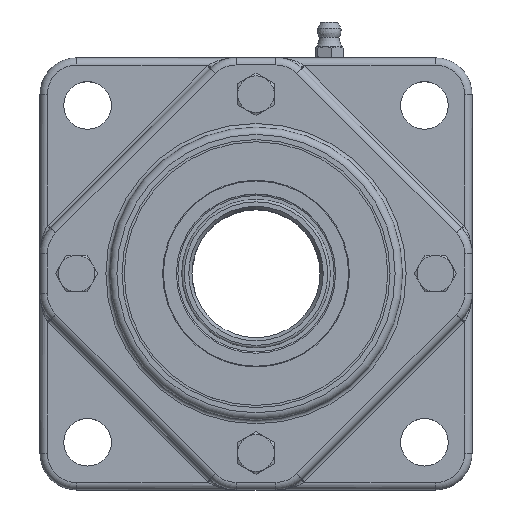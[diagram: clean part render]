
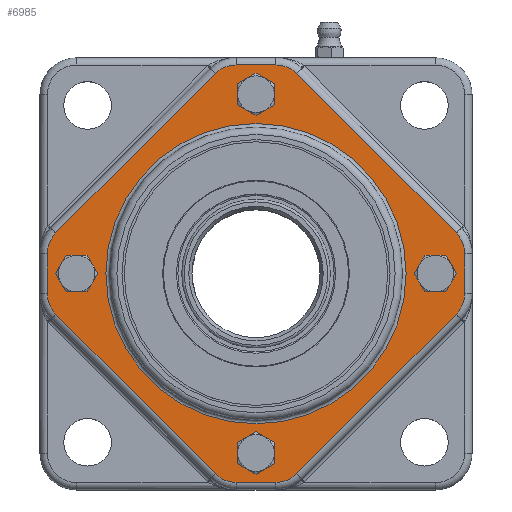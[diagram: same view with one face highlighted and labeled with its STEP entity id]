
A CAD part, top view. The second image highlights one B-rep face of the part: STEP entity #6985.
In plain terms, the highlighted planar face has unit normal (0, 0, 1).
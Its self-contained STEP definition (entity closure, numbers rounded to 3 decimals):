
#789=LINE($,#12310,#1114);
#790=LINE($,#12314,#1115);
#791=LINE($,#12318,#1116);
#792=LINE($,#12322,#1117);
#793=LINE($,#12326,#1118);
#794=LINE($,#12330,#1119);
#795=LINE($,#12334,#1120);
#796=LINE($,#12337,#1121);
#1114=VECTOR($,#9327,61.593);
#1115=VECTOR($,#9330,10.894);
#1116=VECTOR($,#9333,61.593);
#1117=VECTOR($,#9336,10.894);
#1118=VECTOR($,#9339,61.593);
#1119=VECTOR($,#9342,10.894);
#1120=VECTOR($,#9345,61.593);
#1121=VECTOR($,#9348,10.894);
#1368=PLANE($,#7727);
#1614=FACE_BOUND($,#2649,.T.);
#1615=FACE_BOUND($,#2650,.T.);
#1616=FACE_BOUND($,#2651,.T.);
#1617=FACE_BOUND($,#2652,.T.);
#1618=FACE_BOUND($,#2653,.T.);
#1619=FACE_BOUND($,#2654,.T.);
#2649=EDGE_LOOP($,(#5858));
#2650=EDGE_LOOP($,(#5859));
#2651=EDGE_LOOP($,(#5860));
#2652=EDGE_LOOP($,(#5861));
#2653=EDGE_LOOP($,(#5862));
#2654=EDGE_LOOP($,(#5863,#5864,#5865,#5866,#5867,#5868,#5869,#5870,#5871,
#5872,#5873,#5874,#5875,#5876,#5877,#5878));
#3015=CIRCLE($,#7446,4.35);
#3023=CIRCLE($,#7469,4.35);
#3145=CIRCLE($,#7690,41.);
#3166=CIRCLE($,#7728,4.35);
#3167=CIRCLE($,#7729,4.35);
#3168=CIRCLE($,#7730,8.);
#3169=CIRCLE($,#7731,8.);
#3170=CIRCLE($,#7732,8.);
#3171=CIRCLE($,#7733,8.);
#3172=CIRCLE($,#7734,8.);
#3173=CIRCLE($,#7735,8.);
#3174=CIRCLE($,#7736,8.);
#3175=CIRCLE($,#7737,8.);
#3505=VERTEX_POINT($,#11056);
#3525=VERTEX_POINT($,#11147);
#3682=VERTEX_POINT($,#12206);
#3715=VERTEX_POINT($,#12302);
#3716=VERTEX_POINT($,#12304);
#3717=VERTEX_POINT($,#12306);
#3718=VERTEX_POINT($,#12307);
#3719=VERTEX_POINT($,#12309);
#3720=VERTEX_POINT($,#12311);
#3721=VERTEX_POINT($,#12313);
#3722=VERTEX_POINT($,#12315);
#3723=VERTEX_POINT($,#12317);
#3724=VERTEX_POINT($,#12319);
#3725=VERTEX_POINT($,#12321);
#3726=VERTEX_POINT($,#12323);
#3727=VERTEX_POINT($,#12325);
#3728=VERTEX_POINT($,#12327);
#3729=VERTEX_POINT($,#12329);
#3730=VERTEX_POINT($,#12331);
#3731=VERTEX_POINT($,#12333);
#3732=VERTEX_POINT($,#12335);
#4179=EDGE_CURVE($,#3505,#3505,#3015,.T.);
#4211=EDGE_CURVE($,#3525,#3525,#3023,.T.);
#4435=EDGE_CURVE($,#3682,#3682,#3145,.T.);
#4481=EDGE_CURVE($,#3715,#3715,#3166,.T.);
#4482=EDGE_CURVE($,#3716,#3716,#3167,.T.);
#4483=EDGE_CURVE($,#3717,#3718,#3168,.T.);
#4484=EDGE_CURVE($,#3719,#3717,#789,.T.);
#4485=EDGE_CURVE($,#3720,#3719,#3169,.T.);
#4486=EDGE_CURVE($,#3721,#3720,#790,.T.);
#4487=EDGE_CURVE($,#3722,#3721,#3170,.T.);
#4488=EDGE_CURVE($,#3723,#3722,#791,.T.);
#4489=EDGE_CURVE($,#3724,#3723,#3171,.T.);
#4490=EDGE_CURVE($,#3725,#3724,#792,.T.);
#4491=EDGE_CURVE($,#3726,#3725,#3172,.T.);
#4492=EDGE_CURVE($,#3727,#3726,#793,.T.);
#4493=EDGE_CURVE($,#3728,#3727,#3173,.T.);
#4494=EDGE_CURVE($,#3729,#3728,#794,.T.);
#4495=EDGE_CURVE($,#3730,#3729,#3174,.T.);
#4496=EDGE_CURVE($,#3731,#3730,#795,.T.);
#4497=EDGE_CURVE($,#3732,#3731,#3175,.T.);
#4498=EDGE_CURVE($,#3718,#3732,#796,.T.);
#5858=ORIENTED_EDGE($,*,*,#4481,.T.);
#5859=ORIENTED_EDGE($,*,*,#4179,.T.);
#5860=ORIENTED_EDGE($,*,*,#4482,.T.);
#5861=ORIENTED_EDGE($,*,*,#4211,.T.);
#5862=ORIENTED_EDGE($,*,*,#4435,.F.);
#5863=ORIENTED_EDGE($,*,*,#4483,.F.);
#5864=ORIENTED_EDGE($,*,*,#4484,.F.);
#5865=ORIENTED_EDGE($,*,*,#4485,.F.);
#5866=ORIENTED_EDGE($,*,*,#4486,.F.);
#5867=ORIENTED_EDGE($,*,*,#4487,.F.);
#5868=ORIENTED_EDGE($,*,*,#4488,.F.);
#5869=ORIENTED_EDGE($,*,*,#4489,.F.);
#5870=ORIENTED_EDGE($,*,*,#4490,.F.);
#5871=ORIENTED_EDGE($,*,*,#4491,.F.);
#5872=ORIENTED_EDGE($,*,*,#4492,.F.);
#5873=ORIENTED_EDGE($,*,*,#4493,.F.);
#5874=ORIENTED_EDGE($,*,*,#4494,.F.);
#5875=ORIENTED_EDGE($,*,*,#4495,.F.);
#5876=ORIENTED_EDGE($,*,*,#4496,.F.);
#5877=ORIENTED_EDGE($,*,*,#4497,.F.);
#5878=ORIENTED_EDGE($,*,*,#4498,.F.);
#6985=ADVANCED_FACE($,(#1614,#1615,#1616,#1617,#1618,#1619),#1368,.F.);
#7446=AXIS2_PLACEMENT_3D($,#11057,#8642,#8643);
#7469=AXIS2_PLACEMENT_3D($,#11148,#8700,#8701);
#7690=AXIS2_PLACEMENT_3D($,#12207,#9220,#9221);
#7727=AXIS2_PLACEMENT_3D($,#12301,#9319,#9320);
#7728=AXIS2_PLACEMENT_3D($,#12303,#9321,#9322);
#7729=AXIS2_PLACEMENT_3D($,#12305,#9323,#9324);
#7730=AXIS2_PLACEMENT_3D($,#12308,#9325,#9326);
#7731=AXIS2_PLACEMENT_3D($,#12312,#9328,#9329);
#7732=AXIS2_PLACEMENT_3D($,#12316,#9331,#9332);
#7733=AXIS2_PLACEMENT_3D($,#12320,#9334,#9335);
#7734=AXIS2_PLACEMENT_3D($,#12324,#9337,#9338);
#7735=AXIS2_PLACEMENT_3D($,#12328,#9340,#9341);
#7736=AXIS2_PLACEMENT_3D($,#12332,#9343,#9344);
#7737=AXIS2_PLACEMENT_3D($,#12336,#9346,#9347);
#8642=DIRECTION('center_axis',(0.,0.,
-1.));
#8643=DIRECTION('ref_axis',(0.,-1.,0.));
#8700=DIRECTION('center_axis',(0.,0.,
-1.));
#8701=DIRECTION('ref_axis',(0.,1.,0.));
#9220=DIRECTION('center_axis',(0.,0.,
1.));
#9221=DIRECTION('ref_axis',(1.,0.,0.));
#9319=DIRECTION('center_axis',(0.,0.,
-1.));
#9320=DIRECTION('ref_axis',(1.,0.,0.));
#9321=DIRECTION('center_axis',(0.,0.,
-1.));
#9322=DIRECTION('ref_axis',(-1.,0.,0.));
#9323=DIRECTION('center_axis',(0.,0.,
-1.));
#9324=DIRECTION('ref_axis',(1.,0.,0.));
#9325=DIRECTION('center_axis',(0.,0.,
-1.));
#9326=DIRECTION('ref_axis',(0.924,0.383,0.));
#9327=DIRECTION($,(0.707,-0.707,0.));
#9328=DIRECTION('center_axis',(0.,0.,
-1.));
#9329=DIRECTION('ref_axis',(0.383,0.924,0.));
#9330=DIRECTION($,(1.,0.,0.));
#9331=DIRECTION('center_axis',(0.,0.,
-1.));
#9332=DIRECTION('ref_axis',(-0.383,0.924,0.));
#9333=DIRECTION($,(0.707,0.707,0.));
#9334=DIRECTION('center_axis',(0.,0.,
-1.));
#9335=DIRECTION('ref_axis',(-0.924,0.383,0.));
#9336=DIRECTION($,(0.,1.,0.));
#9337=DIRECTION('center_axis',(0.,0.,
-1.));
#9338=DIRECTION('ref_axis',(-0.924,-0.383,0.));
#9339=DIRECTION($,(-0.707,0.707,0.));
#9340=DIRECTION('center_axis',(0.,0.,
-1.));
#9341=DIRECTION('ref_axis',(-0.383,-0.924,0.));
#9342=DIRECTION($,(-1.,0.,0.));
#9343=DIRECTION('center_axis',(0.,0.,
-1.));
#9344=DIRECTION('ref_axis',(0.383,-0.924,0.));
#9345=DIRECTION($,(-0.707,-0.707,0.));
#9346=DIRECTION('center_axis',(0.,0.,
-1.));
#9347=DIRECTION('ref_axis',(0.924,-0.383,0.));
#9348=DIRECTION($,(0.,-1.,0.));
#11056=CARTESIAN_POINT('',(0.,-53.35,30.5));
#11057=CARTESIAN_POINT('Origin',(0.,-49.,30.5));
#11147=CARTESIAN_POINT('',(0.,53.35,30.5));
#11148=CARTESIAN_POINT('Origin',(0.,49.,30.5));
#12206=CARTESIAN_POINT('',(-41.,0.,30.5));
#12207=CARTESIAN_POINT('Origin',(0.,0.,
30.5));
#12301=CARTESIAN_POINT('Origin',(0.,0.,
30.5));
#12302=CARTESIAN_POINT('',(-53.35,0.,30.5));
#12303=CARTESIAN_POINT('Origin',(-49.,0.,30.5));
#12304=CARTESIAN_POINT('',(53.35,0.,30.5));
#12305=CARTESIAN_POINT('Origin',(49.,0.,30.5));
#12306=CARTESIAN_POINT('',(54.657,11.104,30.5));
#12307=CARTESIAN_POINT('',(57.,5.447,30.5));
#12308=CARTESIAN_POINT('Origin',(49.,5.447,30.5));
#12309=CARTESIAN_POINT('',(11.104,54.657,30.5));
#12310=CARTESIAN_POINT($,(45.233,20.528,30.5));
#12311=CARTESIAN_POINT('',(5.447,57.,30.5));
#12312=CARTESIAN_POINT('Origin',(5.447,49.,30.5));
#12313=CARTESIAN_POINT('',(-5.447,57.,30.5));
#12314=CARTESIAN_POINT($,(-29.5,57.,30.5));
#12315=CARTESIAN_POINT('',(-11.104,54.657,30.5));
#12316=CARTESIAN_POINT('Origin',(-5.447,49.,30.5));
#12317=CARTESIAN_POINT('',(-54.657,11.104,30.5));
#12318=CARTESIAN_POINT($,(-20.528,45.233,30.5));
#12319=CARTESIAN_POINT('',(-57.,5.447,30.5));
#12320=CARTESIAN_POINT('Origin',(-49.,5.447,30.5));
#12321=CARTESIAN_POINT('',(-57.,-5.447,30.5));
#12322=CARTESIAN_POINT($,(-57.,-29.5,30.5));
#12323=CARTESIAN_POINT('',(-54.657,-11.104,30.5));
#12324=CARTESIAN_POINT('Origin',(-49.,-5.447,30.5));
#12325=CARTESIAN_POINT('',(-11.104,-54.657,30.5));
#12326=CARTESIAN_POINT($,(-45.233,-20.528,30.5));
#12327=CARTESIAN_POINT('',(-5.447,-57.,30.5));
#12328=CARTESIAN_POINT('Origin',(-5.447,-49.,30.5));
#12329=CARTESIAN_POINT('',(5.447,-57.,30.5));
#12330=CARTESIAN_POINT($,(29.5,-57.,30.5));
#12331=CARTESIAN_POINT('',(11.104,-54.657,30.5));
#12332=CARTESIAN_POINT('Origin',(5.447,-49.,30.5));
#12333=CARTESIAN_POINT('',(54.657,-11.104,30.5));
#12334=CARTESIAN_POINT($,(20.528,-45.233,30.5));
#12335=CARTESIAN_POINT('',(57.,-5.447,30.5));
#12336=CARTESIAN_POINT('Origin',(49.,-5.447,30.5));
#12337=CARTESIAN_POINT($,(57.,29.5,30.5));
